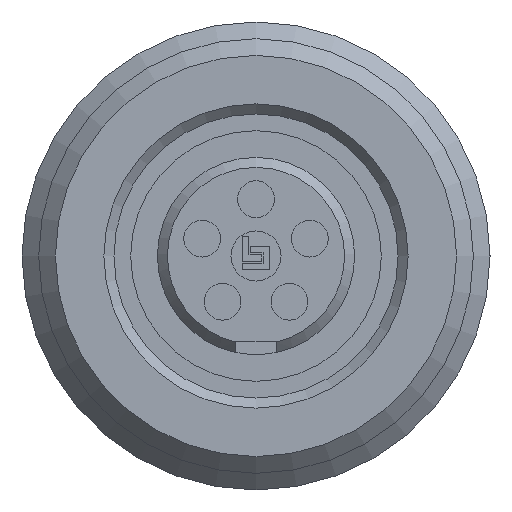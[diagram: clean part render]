
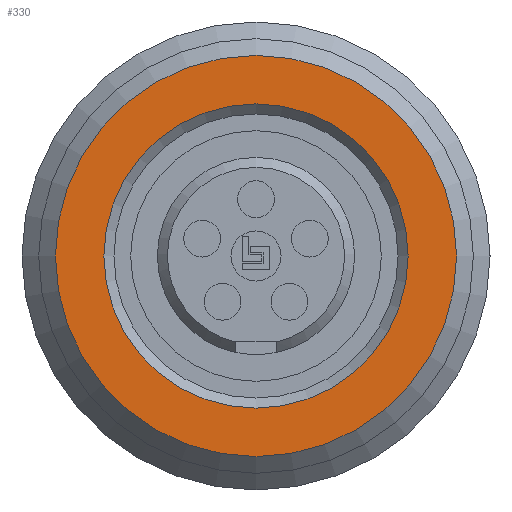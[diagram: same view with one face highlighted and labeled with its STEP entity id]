
A CAD part, left-side view. The second image highlights one B-rep face of the part: STEP entity #330.
In plain terms, the highlighted planar face has unit normal (-1, 0, 0).
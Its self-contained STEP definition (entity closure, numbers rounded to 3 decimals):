
#248=PLANE('',#1818);
#330=ADVANCED_FACE('',(#612,#613),#248,.T.);
#612=FACE_BOUND('',#748,.T.);
#613=FACE_BOUND('',#749,.T.);
#748=EDGE_LOOP('',(#1041));
#749=EDGE_LOOP('',(#1042));
#1041=ORIENTED_EDGE('',*,*,#1523,.T.);
#1042=ORIENTED_EDGE('',*,*,#1524,.T.);
#1342=VERTEX_POINT('',#2708);
#1343=VERTEX_POINT('',#2710);
#1523=EDGE_CURVE('',#1342,#1342,#1683,.T.);
#1524=EDGE_CURVE('',#1343,#1343,#1684,.T.);
#1683=CIRCLE('',#1816,4.55);
#1684=CIRCLE('',#1817,6.);
#1816=AXIS2_PLACEMENT_3D('',#2707,#2124,#2125);
#1817=AXIS2_PLACEMENT_3D('',#2709,#2126,#2127);
#1818=AXIS2_PLACEMENT_3D('',#2711,#2128,#2129);
#2124=DIRECTION('',(1.,0.,0.));
#2125=DIRECTION('',(0.,0.,1.));
#2126=DIRECTION('',(-1.,0.,0.));
#2127=DIRECTION('',(0.,0.,1.));
#2128=DIRECTION('',(-1.,0.,0.));
#2129=DIRECTION('',(0.,0.,1.));
#2707=CARTESIAN_POINT('',(-7.85,0.,0.));
#2708=CARTESIAN_POINT('',(-7.85,0.,4.55));
#2709=CARTESIAN_POINT('',(-7.85,0.,0.));
#2710=CARTESIAN_POINT('',(-7.85,0.,6.));
#2711=CARTESIAN_POINT('',(-7.85,0.,0.));
